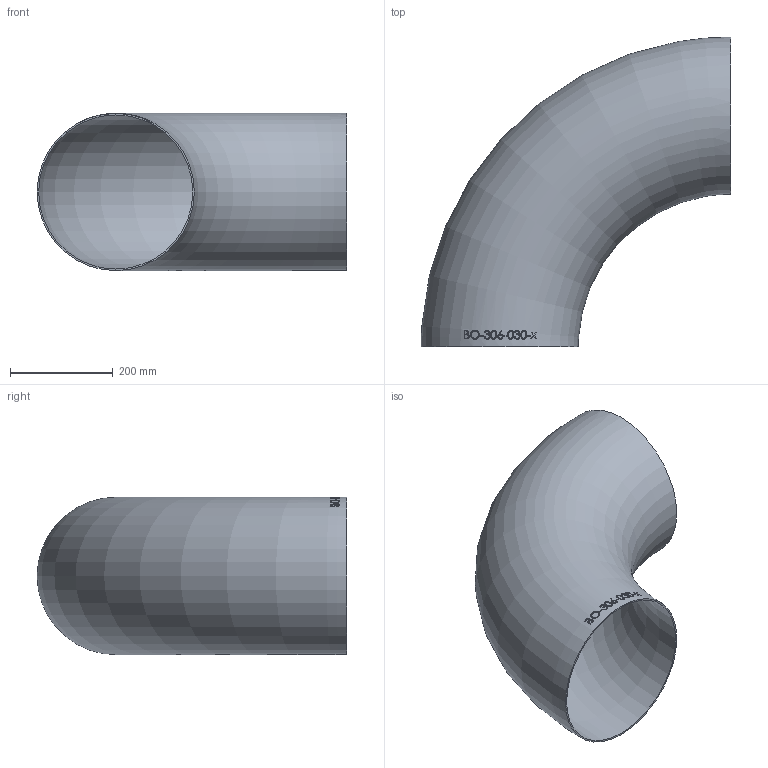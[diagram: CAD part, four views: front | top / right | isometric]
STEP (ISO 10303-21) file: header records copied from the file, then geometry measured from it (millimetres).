
FILE_DESCRIPTION (( 'STEP AP214' ), '1' );
FILE_NAME ('BO-306-030-x Bogen 1910.STEP', '2019-10-29T09:57:56', ( '' ), ( '' ), 'SwSTEP 2.0', 'SolidWorks 2016', '' );
FILE_SCHEMA (( 'AUTOMOTIVE_DESIGN' ));
Length unit declared in the file: millimetre
Products named in the file (1): BO-306-030-x Bogen 1910
Bounding box: 603 x 603 x 306 mm (x, y, z)
Volume: 2018520.7 mm3; surface area: 1351509.5 mm2
Topology: 1 solids, 1 shells, 147 faces, 382 edges, 255 vertices
Faces by surface type: bspline 81, plane 44, torus 22
Entity records: 9018 total; most frequent: CARTESIAN_POINT 4667, ORIENTED_EDGE 746, EDGE_CURVE 373, DIRECTION 263, VERTEX_POINT 250, B_SPLINE_CURVE_WITH_KNOTS 246, EDGE_LOOP 169, FACE_OUTER_BOUND 148
